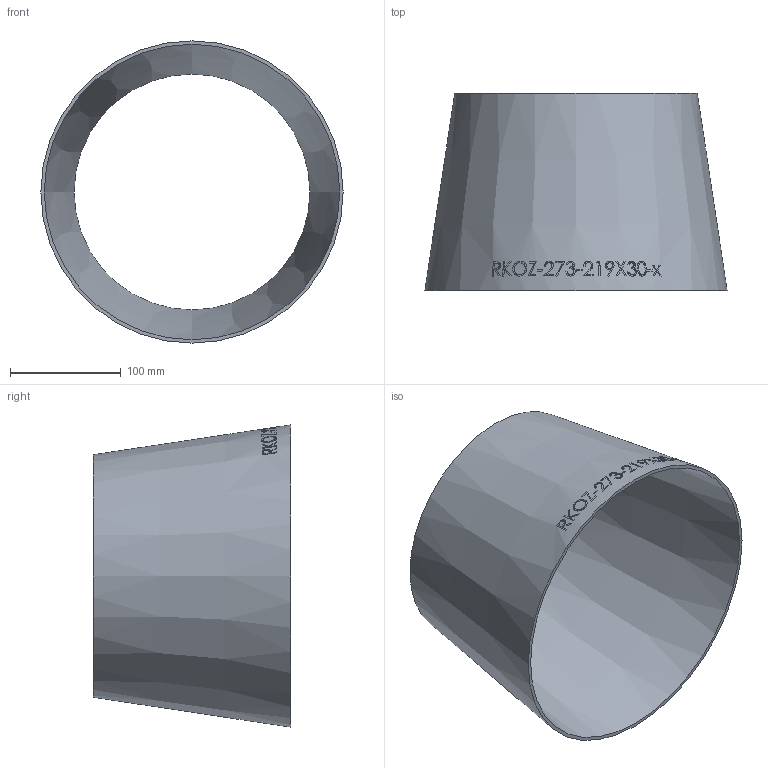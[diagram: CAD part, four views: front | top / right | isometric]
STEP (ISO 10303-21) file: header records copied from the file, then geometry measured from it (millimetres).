
FILE_DESCRIPTION (( 'STEP AP214' ), '1' );
FILE_NAME ('RKOZ-273-219X30-x Reduzierung aus Blech 2007.STEP', '2020-07-24T07:18:08', ( '' ), ( '' ), 'SwSTEP 2.0', 'SolidWorks 2019', '' );
FILE_SCHEMA (( 'AUTOMOTIVE_DESIGN' ));
Length unit declared in the file: millimetre
Products named in the file (1): RKOZ-273-219X30-x Reduzierung aus Blech 2007
Bounding box: 273 x 178 x 273 mm (x, y, z)
Volume: 413038.5 mm3; surface area: 279564.2 mm2
Topology: 1 solids, 1 shells, 195 faces, 516 edges, 344 vertices
Faces by surface type: bspline 170, cone 23, plane 2
Entity records: 32655 total; most frequent: CARTESIAN_POINT 27240, ORIENTED_EDGE 1028, EDGE_CURVE 514, B_SPLINE_CURVE_WITH_KNOTS 510, VERTEX_POINT 344, EDGE_LOOP 220, ADVANCED_FACE 195, FACE_OUTER_BOUND 195
